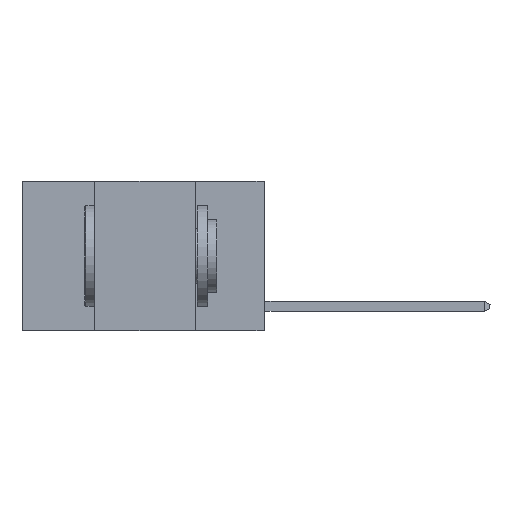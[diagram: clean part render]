
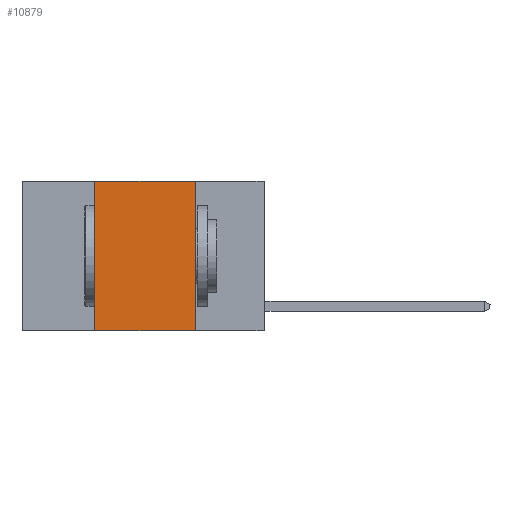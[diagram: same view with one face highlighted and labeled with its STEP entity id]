
A CAD part, left-side view. The second image highlights one B-rep face of the part: STEP entity #10879.
In plain terms, the highlighted planar face has unit normal (-1, 0, 0).
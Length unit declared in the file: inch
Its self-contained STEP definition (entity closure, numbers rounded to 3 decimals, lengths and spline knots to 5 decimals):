
#102 = CARTESIAN_POINT ( 'NONE',  ( 0., 0.17, -0.37 ) ) ;
#794 = CARTESIAN_POINT ( 'NONE',  ( 0., 0.42, -0.37 ) ) ;
#1056 = ORIENTED_EDGE ( 'NONE', *, *, #8433, .F. ) ;
#1265 = ORIENTED_EDGE ( 'NONE', *, *, #2596, .F. ) ;
#1814 = EDGE_LOOP ( 'NONE', ( #1265, #1056, #10030, #3204 ) ) ;
#1952 = EDGE_CURVE ( 'NONE', #4444, #4264, #2560, .T. ) ;
#2261 = VECTOR ( 'NONE', #9969, 39.37008 ) ;
#2560 = LINE ( 'NONE', #9785, #2261 ) ;
#2596 = EDGE_CURVE ( 'NONE', #6731, #11248, #11624, .T. ) ;
#2615 = FACE_OUTER_BOUND ( 'NONE', #1814, .T. ) ;
#2652 = VECTOR ( 'NONE', #10494, 39.37008 ) ;
#2851 = CARTESIAN_POINT ( 'NONE',  ( 0., 0.17, 0. ) ) ;
#3204 = ORIENTED_EDGE ( 'NONE', *, *, #9856, .T. ) ;
#3546 = PLANE ( 'NONE',  #7558 ) ;
#3862 = VECTOR ( 'NONE', #9671, 39.37008 ) ;
#3899 = CARTESIAN_POINT ( 'NONE',  ( 0., 0.6, -0.37 ) ) ;
#4264 = VERTEX_POINT ( 'NONE', #4957 ) ;
#4444 = VERTEX_POINT ( 'NONE', #794 ) ;
#4508 = DIRECTION ( 'NONE',  ( 0., 0., -1. ) ) ;
#4864 = DIRECTION ( 'NONE',  ( 0., -1., 0. ) ) ;
#4957 = CARTESIAN_POINT ( 'NONE',  ( 0., 0.42, 0. ) ) ;
#5784 = CARTESIAN_POINT ( 'NONE',  ( 0., 0.6, 0. ) ) ;
#6731 = VERTEX_POINT ( 'NONE', #2851 ) ;
#7558 = AXIS2_PLACEMENT_3D ( 'NONE', #11919, #10152, #4508 ) ;
#8064 = LINE ( 'NONE', #5784, #2652 ) ;
#8433 = EDGE_CURVE ( 'NONE', #4264, #6731, #8064, .T. ) ;
#8777 = VECTOR ( 'NONE', #4864, 39.37008 ) ;
#9521 = CARTESIAN_POINT ( 'NONE',  ( 0., 0.17, 0. ) ) ;
#9671 = DIRECTION ( 'NONE',  ( 0., 0., -1. ) ) ;
#9785 = CARTESIAN_POINT ( 'NONE',  ( 0., 0.42, 0. ) ) ;
#9856 = EDGE_CURVE ( 'NONE', #4444, #11248, #11194, .T. ) ;
#9969 = DIRECTION ( 'NONE',  ( 0., 0., 1. ) ) ;
#10030 = ORIENTED_EDGE ( 'NONE', *, *, #1952, .F. ) ;
#10152 = DIRECTION ( 'NONE',  ( 1., 0., 0. ) ) ;
#10494 = DIRECTION ( 'NONE',  ( 0., -1., 0. ) ) ;
#10879 = ADVANCED_FACE ( 'NONE', ( #2615 ), #3546, .F. ) ;
#11194 = LINE ( 'NONE', #3899, #8777 ) ;
#11248 = VERTEX_POINT ( 'NONE', #102 ) ;
#11624 = LINE ( 'NONE', #9521, #3862 ) ;
#11919 = CARTESIAN_POINT ( 'NONE',  ( 0., 0.6, 0. ) ) ;
